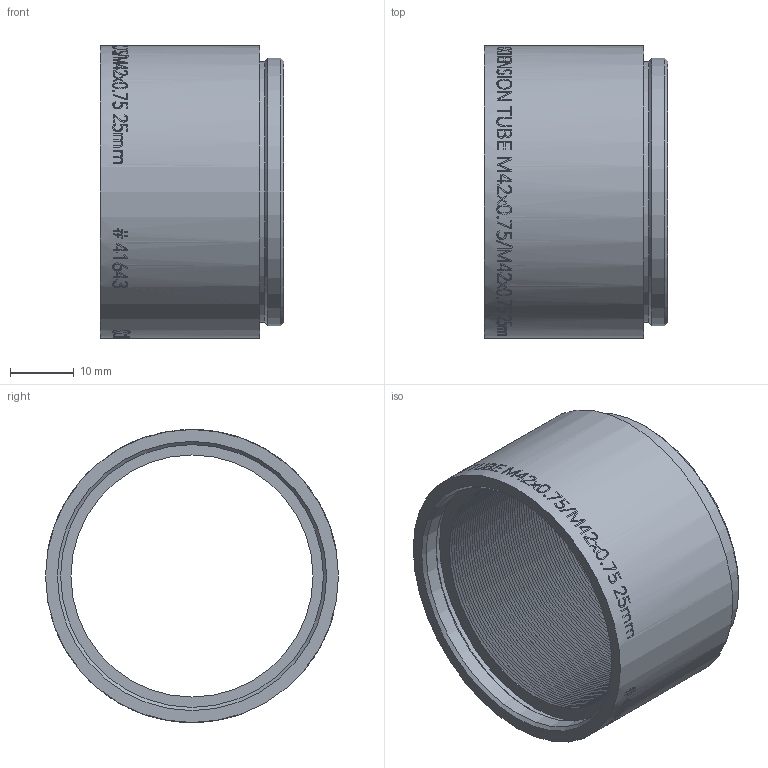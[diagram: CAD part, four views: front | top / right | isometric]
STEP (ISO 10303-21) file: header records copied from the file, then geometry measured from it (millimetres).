
FILE_DESCRIPTION(/* description */ (''),/* implementation_level */ '2;1');
FILE_NAME(/* name */ '41643_00166334_001.stp',/* time_stamp */ '2022-04-01T09:06:09+02:00',/* author */ (''),/* organization */ (''),/* preprocessor_version */ 'ST-DEVELOPER v16',/* originating_system */ 'SIEMENS PLM Software NX 10.0',/* authorisation */ '');
FILE_SCHEMA (('AP203_CONFIGURATION_CONTROLLED_3D_DESIGN_OF_MECHANICAL_PARTS_AND_ASSEMBLIES_MIM_LF { 1 0 10303 403 2 1 2}'));
Length unit declared in the file: millimetre
Products named in the file (1): Froe6B5C76F3nbbh
Bounding box: 28.8 x 46 x 46 mm (x, y, z)
Volume: 12523.4 mm3; surface area: 15344 mm2
Topology: 1 solids, 2 shells, 191 faces, 742 edges, 632 vertices
Faces by surface type: cone 103, cylinder 83, plane 5
Full cylindrical faces by diameter (mm): 38 x1, 41 x1, 41.25 x1, 42 x1, 42.3 x1, 46 x2
Entity records: 9167 total; most frequent: CARTESIAN_POINT 3849, ORIENTED_EDGE 1258, VERTEX_POINT 630, EDGE_CURVE 630, DIRECTION 616, B_SPLINE_CURVE_WITH_KNOTS 514, EDGE_LOOP 382, FACE_BOUND 321
